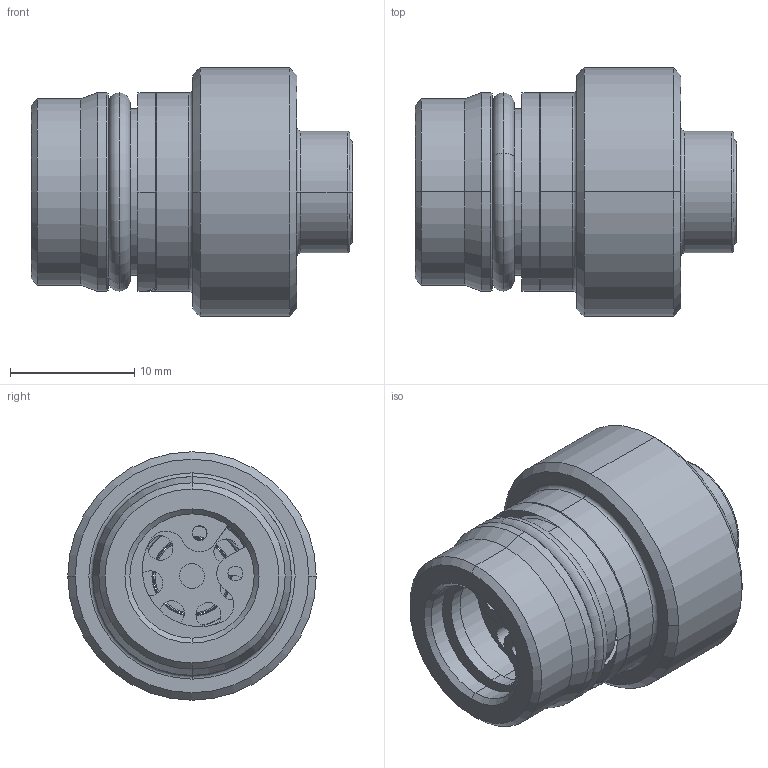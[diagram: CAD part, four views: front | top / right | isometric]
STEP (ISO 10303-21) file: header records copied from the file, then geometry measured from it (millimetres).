
FILE_DESCRIPTION((''),'2;1');
FILE_NAME('ILC56111300','2017-05-30T',('maj'),(''),'PRO/ENGINEER BY PARAMETRIC TECHNOLOGY CORPORATION, 2013320','PRO/ENGINEER BY PARAMETRIC TECHNOLOGY CORPORATION, 2013320','');
FILE_SCHEMA(('AUTOMOTIVE_DESIGN { 1 0 10303 214 1 1 1 1 }'));
Length unit declared in the file: inch
Products named in the file (1): ILC56111300
Bounding box: 25.9 x 20 x 20 mm (x, y, z)
Volume: 111 mm3; surface area: 3323.7 mm2
Topology: 1 solids, 8 shells, 101 faces, 254 edges, 164 vertices
Faces by surface type: cylinder 52, cone 24, plane 13, torus 12
Entity records: 3290 total; most frequent: CARTESIAN_POINT 685, DIRECTION 606, ORIENTED_EDGE 445, AXIS2_PLACEMENT_3D 262, EDGE_CURVE 254, VERTEX_POINT 164, CIRCLE 160, EDGE_LOOP 121
